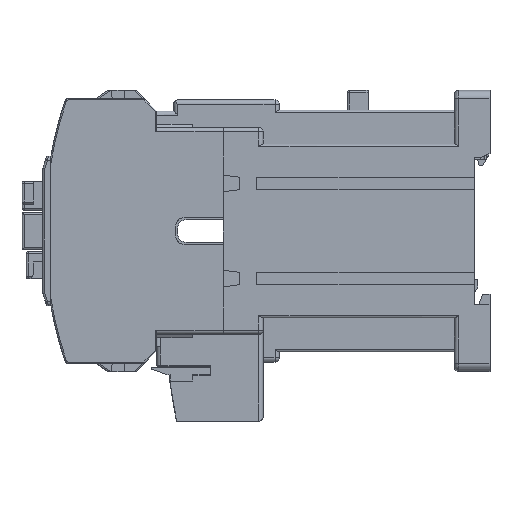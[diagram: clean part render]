
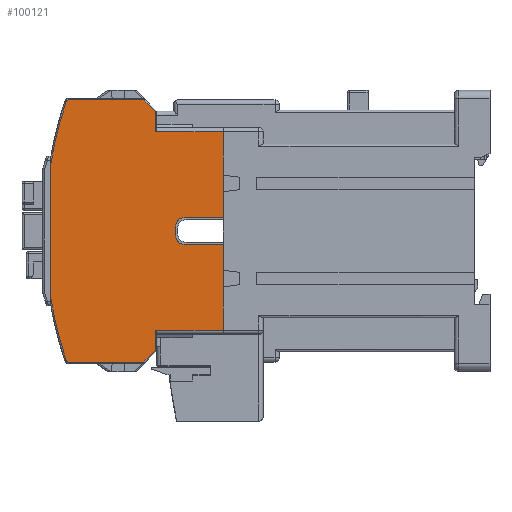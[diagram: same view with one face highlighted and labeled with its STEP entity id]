
A CAD part, left-side view. The second image highlights one B-rep face of the part: STEP entity #100121.
In plain terms, the highlighted planar face has unit normal (-1, 0.005, 0).
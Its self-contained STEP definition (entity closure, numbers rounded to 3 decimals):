
#10214=DIRECTION('',(0.,0.,1.));
#10215=VECTOR('',#10214,10.5);
#10216=CARTESIAN_POINT('',(-23.6,0.,13.5));
#10217=LINE('',#10216,#10215);
#10242=DIRECTION('',(0.,0.,1.));
#10243=VECTOR('',#10242,10.5);
#10244=CARTESIAN_POINT('',(-23.6,0.,-24.));
#10245=LINE('',#10244,#10243);
#10258=DIRECTION('',(0.,0.,1.));
#10259=VECTOR('',#10258,6.3);
#10260=CARTESIAN_POINT('',(-23.6,0.,-9.5));
#10261=LINE('',#10260,#10259);
#10262=DIRECTION('',(0.,0.,1.));
#10263=VECTOR('',#10262,6.3);
#10264=CARTESIAN_POINT('',(-23.6,0.,3.2));
#10265=LINE('',#10264,#10263);
#10278=DIRECTION('',(0.,0.,-1.));
#10279=VECTOR('',#10278,4.);
#10280=CARTESIAN_POINT('',(-23.6,0.,13.5));
#10281=LINE('',#10280,#10279);
#10282=CARTESIAN_POINT('',(-23.554,9.5,3.2));
#10283=CARTESIAN_POINT('',(-23.553,9.833,3.2));
#10284=CARTESIAN_POINT('',(-23.55,10.355,
3.055));
#10285=CARTESIAN_POINT('',(-23.548,10.944,
2.644));
#10286=CARTESIAN_POINT('',(-23.546,11.355,
2.055));
#10287=CARTESIAN_POINT('',(-23.545,11.5,1.533));
#10288=CARTESIAN_POINT('',(-23.545,11.5,1.2));
#10290=CARTESIAN_POINT('',(-23.545,11.5,-1.2));
#10291=CARTESIAN_POINT('',(-23.545,11.5,-1.533));
#10292=CARTESIAN_POINT('',(-23.546,11.355,
-2.055));
#10293=CARTESIAN_POINT('',(-23.548,10.944,
-2.644));
#10294=CARTESIAN_POINT('',(-23.55,10.355,
-3.055));
#10295=CARTESIAN_POINT('',(-23.553,9.833,-3.2));
#10296=CARTESIAN_POINT('',(-23.554,9.5,-3.2));
#10298=DIRECTION('',(0.,0.,-1.));
#10299=VECTOR('',#10298,4.);
#10300=CARTESIAN_POINT('',(-23.6,0.,-9.5));
#10301=LINE('',#10300,#10299);
#10302=DIRECTION('',(0.003,0.707,-0.707));
#10303=VECTOR('',#10302,3.994);
#10304=CARTESIAN_POINT('',(-23.521,16.401,
-28.876));
#10305=LINE('',#10304,#10303);
#10306=CARTESIAN_POINT('',(-23.421,37.375,
-31.));
#10307=DIRECTION('',(1.,-0.005,0.));
#10308=DIRECTION('',(0.,0.,-1.));
#10309=AXIS2_PLACEMENT_3D('',#10306,#10307,#10308);
#10311=CARTESIAN_POINT('',(-23.871,-56.644,
0.));
#10312=DIRECTION('',(1.,-0.005,0.));
#10313=DIRECTION('',(0.005,0.95,-0.313));
#10314=AXIS2_PLACEMENT_3D('',#10311,#10312,#10313);
#10316=CARTESIAN_POINT('',(-23.871,-56.644,
0.));
#10317=DIRECTION('',(1.,-0.005,0.));
#10318=DIRECTION('',(0.005,0.986,0.164));
#10319=AXIS2_PLACEMENT_3D('',#10316,#10317,#10318);
#10321=CARTESIAN_POINT('',(-23.421,37.375,
31.));
#10322=DIRECTION('',(1.,-0.005,0.));
#10323=DIRECTION('',(0.004,0.95,0.313));
#10324=AXIS2_PLACEMENT_3D('',#10321,#10322,#10323);
#10326=DIRECTION('',(-0.003,-0.707,-0.707));
#10327=VECTOR('',#10326,3.994);
#10328=CARTESIAN_POINT('',(-23.508,19.226,31.7));
#10329=LINE('',#10328,#10327);
#10366=DIRECTION('',(-0.005,-1.,0.));
#10367=VECTOR('',#10366,9.5);
#10368=CARTESIAN_POINT('',(-23.554,9.5,3.2));
#10369=LINE('',#10368,#10367);
#10440=DIRECTION('',(0.005,1.,0.));
#10441=VECTOR('',#10440,9.5);
#10442=CARTESIAN_POINT('',(-23.6,0.,-3.2));
#10443=LINE('',#10442,#10441);
#10456=DIRECTION('',(0.,0.,1.));
#10457=VECTOR('',#10456,2.4);
#10458=CARTESIAN_POINT('',(-23.545,11.5,-1.2));
#10459=LINE('',#10458,#10457);
#10572=CARTESIAN_POINT('',(-23.6,0.,-24.));
#10587=CARTESIAN_POINT('',(-23.521,16.401,-24.));
#10589=DIRECTION('',(-0.005,-1.,0.));
#10590=VECTOR('',#10589,16.402);
#10591=CARTESIAN_POINT('',(-23.521,16.401,-24.));
#10592=LINE('',#10591,#10590);
#17836=DIRECTION('',(0.,0.,-1.));
#17837=VECTOR('',#17836,32.74);
#17838=CARTESIAN_POINT('',(-23.4,41.7,
16.37));
#17839=LINE('',#17838,#17837);
#17900=DIRECTION('',(-0.005,-1.,0.));
#17901=VECTOR('',#17900,18.149);
#17902=CARTESIAN_POINT('',(-23.421,37.374,
-31.7));
#17903=LINE('',#17902,#17901);
#17953=DIRECTION('',(0.,0.,1.));
#17954=VECTOR('',#17953,4.876);
#17955=CARTESIAN_POINT('',(-23.521,16.401,
-28.876));
#17956=LINE('',#17955,#17954);
#22918=DIRECTION('',(0.005,1.,0.));
#22919=VECTOR('',#22918,18.149);
#22920=CARTESIAN_POINT('',(-23.508,19.226,31.7));
#22921=LINE('',#22920,#22919);
#34729=DIRECTION('',(0.005,1.,0.));
#34730=VECTOR('',#34729,16.402);
#34731=CARTESIAN_POINT('',(-23.6,0.,24.));
#34732=LINE('',#34731,#34730);
#34744=DIRECTION('',(0.,0.,1.));
#34745=VECTOR('',#34744,4.876);
#34746=CARTESIAN_POINT('',(-23.521,16.401,24.));
#34747=LINE('',#34746,#34745);
#69498=VERTEX_POINT('',#10572);
#69500=VERTEX_POINT('',#10587);
#69503=CARTESIAN_POINT('',(-23.6,0.,13.5));
#69504=CARTESIAN_POINT('',(-23.6,0.,24.));
#69505=VERTEX_POINT('',#69503);
#69506=VERTEX_POINT('',#69504);
#69551=CARTESIAN_POINT('',(-23.6,0.,-13.5));
#69552=VERTEX_POINT('',#69551);
#69557=CARTESIAN_POINT('',(-23.6,0.,-9.5));
#69558=VERTEX_POINT('',#69557);
#69559=CARTESIAN_POINT('',(-23.6,0.,-3.2));
#69560=VERTEX_POINT('',#69559);
#69561=CARTESIAN_POINT('',(-23.6,0.,3.2));
#69562=VERTEX_POINT('',#69561);
#69563=CARTESIAN_POINT('',(-23.6,0.,9.5));
#69564=VERTEX_POINT('',#69563);
#69569=CARTESIAN_POINT('',(-23.554,9.5,3.2));
#69570=VERTEX_POINT('',#69569);
#69571=VERTEX_POINT('',#10288);
#69572=CARTESIAN_POINT('',(-23.545,11.5,-1.2));
#69573=VERTEX_POINT('',#69572);
#69574=VERTEX_POINT('',#10296);
#69575=CARTESIAN_POINT('',(-23.521,16.401,
-28.876));
#69576=VERTEX_POINT('',#69575);
#69577=CARTESIAN_POINT('',(-23.508,19.226,-31.7));
#69578=VERTEX_POINT('',#69577);
#69579=CARTESIAN_POINT('',(-23.421,37.374,
-31.7));
#69580=VERTEX_POINT('',#69579);
#69581=CARTESIAN_POINT('',(-23.418,38.039,
-31.219));
#69582=VERTEX_POINT('',#69581);
#69583=CARTESIAN_POINT('',(-23.4,41.7,
-16.37));
#69584=VERTEX_POINT('',#69583);
#69585=CARTESIAN_POINT('',(-23.4,41.7,
16.37));
#69586=VERTEX_POINT('',#69585);
#69587=CARTESIAN_POINT('',(-23.418,38.039,
31.219));
#69588=VERTEX_POINT('',#69587);
#69589=CARTESIAN_POINT('',(-23.421,37.374,
31.7));
#69590=VERTEX_POINT('',#69589);
#69591=CARTESIAN_POINT('',(-23.508,19.226,31.7));
#69592=VERTEX_POINT('',#69591);
#69593=CARTESIAN_POINT('',(-23.521,16.401,
28.876));
#69594=VERTEX_POINT('',#69593);
#69595=CARTESIAN_POINT('',(-23.521,16.401,24.));
#69596=VERTEX_POINT('',#69595);
#100070=CARTESIAN_POINT('',(-23.6,0.,34.));
#100071=DIRECTION('',(1.,-0.005,0.));
#100072=DIRECTION('',(0.005,1.,0.));
#100073=AXIS2_PLACEMENT_3D('',#100070,#100071,#100072);
#100074=PLANE('',#100073);
#100075=ORIENTED_EDGE('',*,*,#100000,.F.);
#100077=ORIENTED_EDGE('',*,*,#100076,.T.);
#100078=ORIENTED_EDGE('',*,*,#100059,.F.);
#100080=ORIENTED_EDGE('',*,*,#100079,.F.);
#100082=ORIENTED_EDGE('',*,*,#100081,.T.);
#100084=ORIENTED_EDGE('',*,*,#100083,.F.);
#100086=ORIENTED_EDGE('',*,*,#100085,.T.);
#100088=ORIENTED_EDGE('',*,*,#100087,.F.);
#100089=ORIENTED_EDGE('',*,*,#100055,.F.);
#100091=ORIENTED_EDGE('',*,*,#100090,.T.);
#100092=ORIENTED_EDGE('',*,*,#100047,.F.);
#100094=ORIENTED_EDGE('',*,*,#100093,.F.);
#100096=ORIENTED_EDGE('',*,*,#100095,.F.);
#100098=ORIENTED_EDGE('',*,*,#100097,.T.);
#100100=ORIENTED_EDGE('',*,*,#100099,.F.);
#100102=ORIENTED_EDGE('',*,*,#100101,.T.);
#100104=ORIENTED_EDGE('',*,*,#100103,.T.);
#100106=ORIENTED_EDGE('',*,*,#100105,.F.);
#100108=ORIENTED_EDGE('',*,*,#100107,.T.);
#100110=ORIENTED_EDGE('',*,*,#100109,.T.);
#100112=ORIENTED_EDGE('',*,*,#100111,.F.);
#100114=ORIENTED_EDGE('',*,*,#100113,.T.);
#100116=ORIENTED_EDGE('',*,*,#100115,.F.);
#100118=ORIENTED_EDGE('',*,*,#100117,.F.);
#100119=EDGE_LOOP('',(#100075,#100077,#100078,#100080,#100082,#100084,#100086,
#100088,#100089,#100091,#100092,#100094,#100096,#100098,#100100,#100102,#100104,
#100106,#100108,#100110,#100112,#100114,#100116,#100118));
#100120=FACE_OUTER_BOUND('',#100119,.F.);
#100121=ADVANCED_FACE('',(#100120),#100074,.F.);
#10289=B_SPLINE_CURVE_WITH_KNOTS('',3,(#10282,#10283,#10284,#10285,#10286,
#10287,#10288),.UNSPECIFIED.,.F.,.F.,(4,1,1,1,4),(0.,0.25,0.5,0.75,
1.),.UNSPECIFIED.);
#10297=B_SPLINE_CURVE_WITH_KNOTS('',3,(#10290,#10291,#10292,#10293,#10294,
#10295,#10296),.UNSPECIFIED.,.F.,.F.,(4,1,1,1,4),(0.,0.25,0.5,0.75,
1.),.UNSPECIFIED.);
#10310=CIRCLE('',#10309,0.7);
#10315=CIRCLE('',#10314,99.698);
#10320=CIRCLE('',#10319,99.698);
#10325=CIRCLE('',#10324,0.7);
#100000=EDGE_CURVE('',#69505,#69506,#10217,.T.);
#100047=EDGE_CURVE('',#69498,#69552,#10245,.T.);
#100055=EDGE_CURVE('',#69558,#69560,#10261,.T.);
#100059=EDGE_CURVE('',#69562,#69564,#10265,.T.);
#100076=EDGE_CURVE('',#69505,#69564,#10281,.T.);
#100079=EDGE_CURVE('',#69570,#69562,#10369,.T.);
#100081=EDGE_CURVE('',#69570,#69571,#10289,.T.);
#100083=EDGE_CURVE('',#69573,#69571,#10459,.T.);
#100085=EDGE_CURVE('',#69573,#69574,#10297,.T.);
#100087=EDGE_CURVE('',#69560,#69574,#10443,.T.);
#100090=EDGE_CURVE('',#69558,#69552,#10301,.T.);
#100093=EDGE_CURVE('',#69500,#69498,#10592,.T.);
#100095=EDGE_CURVE('',#69576,#69500,#17956,.T.);
#100097=EDGE_CURVE('',#69576,#69578,#10305,.T.);
#100099=EDGE_CURVE('',#69580,#69578,#17903,.T.);
#100101=EDGE_CURVE('',#69580,#69582,#10310,.T.);
#100103=EDGE_CURVE('',#69582,#69584,#10315,.T.);
#100105=EDGE_CURVE('',#69586,#69584,#17839,.T.);
#100107=EDGE_CURVE('',#69586,#69588,#10320,.T.);
#100109=EDGE_CURVE('',#69588,#69590,#10325,.T.);
#100111=EDGE_CURVE('',#69592,#69590,#22921,.T.);
#100113=EDGE_CURVE('',#69592,#69594,#10329,.T.);
#100115=EDGE_CURVE('',#69596,#69594,#34747,.T.);
#100117=EDGE_CURVE('',#69506,#69596,#34732,.T.);
